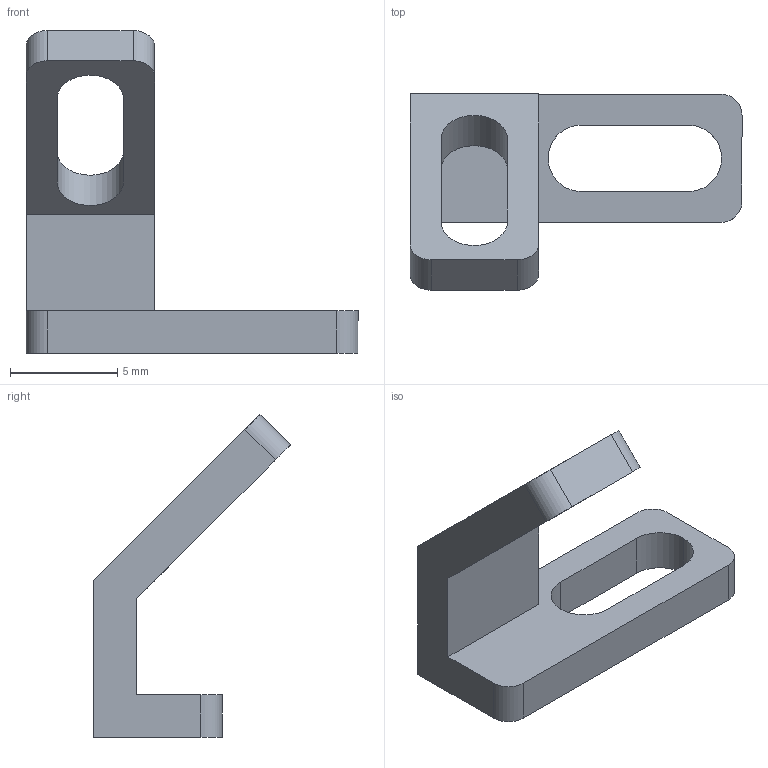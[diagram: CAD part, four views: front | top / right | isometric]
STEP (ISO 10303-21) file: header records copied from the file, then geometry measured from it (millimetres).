
FILE_DESCRIPTION (( 'STEP AP214' ), '1' );
FILE_NAME ('Swan 90x45 mirror bracket.STEP', '2021-06-04T11:21:09', ( '' ), ( '' ), 'SwSTEP 2.0', 'SolidWorks 2016', '' );
FILE_SCHEMA (( 'AUTOMOTIVE_DESIGN' ));
Length unit declared in the file: millimetre
Products named in the file (2): Swan 90x45 mirror bracket
Bounding box: 15.5 x 9.18 x 15.08 mm (x, y, z)
Volume: 274.1 mm3; surface area: 498.6 mm2
Topology: 1 solids, 1 shells, 26 faces, 72 edges, 48 vertices
Faces by surface type: plane 15, cylinder 11
Entity records: 895 total; most frequent: DIRECTION 150, CARTESIAN_POINT 148, ORIENTED_EDGE 144, EDGE_CURVE 72, AXIS2_PLACEMENT_3D 50, LINE 50, VECTOR 50, VERTEX_POINT 48
